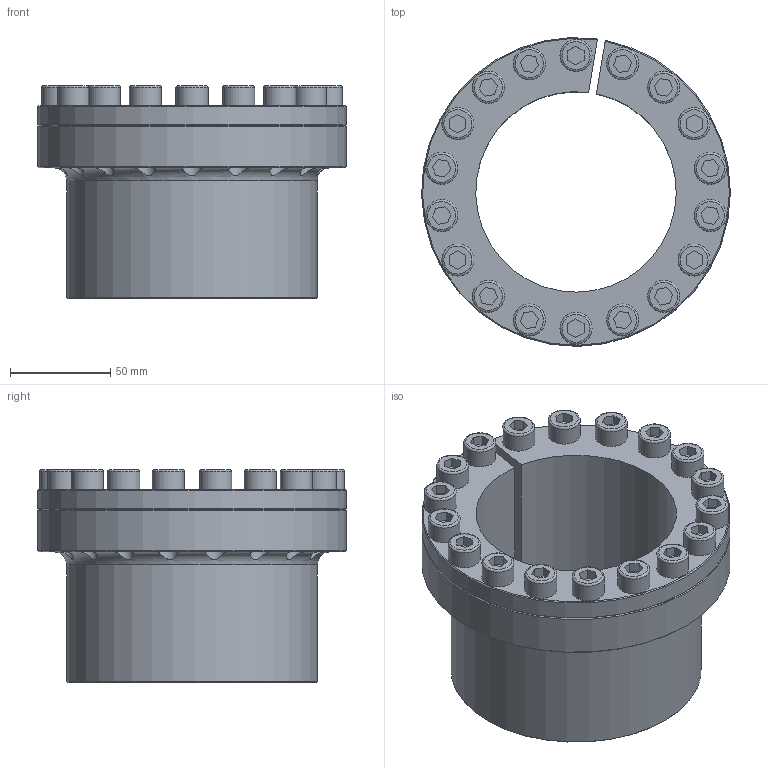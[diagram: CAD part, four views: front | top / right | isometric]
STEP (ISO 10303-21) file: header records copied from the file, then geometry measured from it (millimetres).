
FILE_DESCRIPTION(/* description */ (''),/* implementation_level */ '2;1');
FILE_NAME(/* name */ 'OBC 100x125x96 B.stp',/* time_stamp */ '2018-10-11T11:52:32+03:00',/* author */ ('ASUS'),/* organization */ ('TraceParts S.A.'),/* preprocessor_version */ 'ST-DEVELOPER v16.13',/* originating_system */ 'Autodesk Inventor 2018',/* authorisation */ '');
FILE_SCHEMA (('AUTOMOTIVE_DESIGN { 1 0 10303 214 3 1 1 }'));
Length unit declared in the file: millimetre
Products named in the file (1): locks_cl100x125t
Bounding box: 153.98 x 153.95 x 106 mm (x, y, z)
Volume: 597584.5 mm3; surface area: 129708 mm2
Topology: 1 solids, 1 shells, 295 faces, 753 edges, 478 vertices
Faces by surface type: plane 189, cylinder 59, cone 27, torus 20
Full cylindrical faces by diameter (mm): 10 x36, 16 x18
Entity records: 9430 total; most frequent: CARTESIAN_POINT 2223, DIRECTION 1442, ORIENTED_EDGE 1290, EDGE_CURVE 645, AXIS2_PLACEMENT_3D 539, VERTEX_POINT 460, EDGE_LOOP 441, LINE 364
